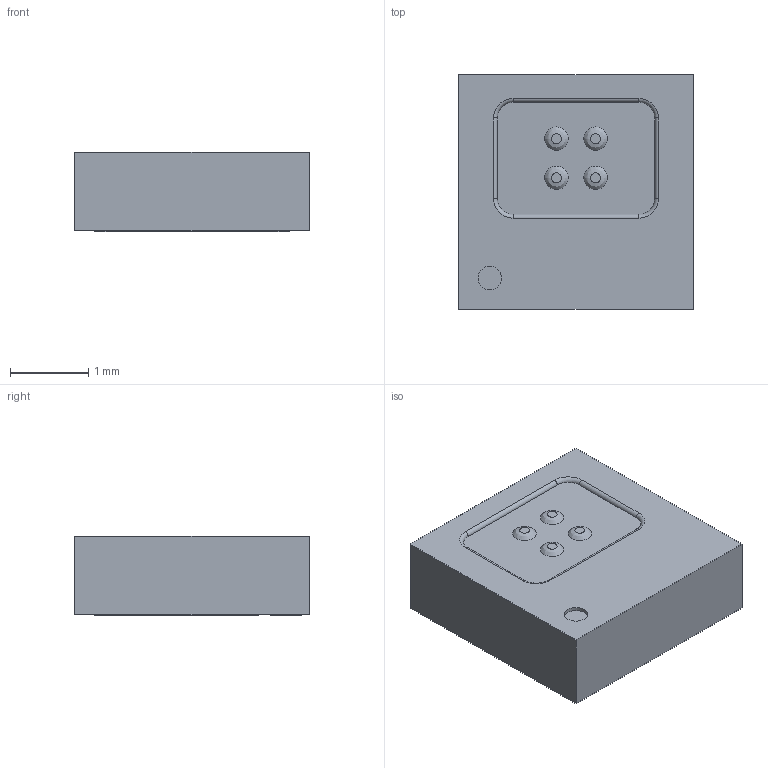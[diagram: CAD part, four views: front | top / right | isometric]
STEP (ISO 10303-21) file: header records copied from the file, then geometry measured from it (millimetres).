
FILE_DESCRIPTION(/* description */ (''),/* implementation_level */ '2;1');
FILE_NAME(/* name */ 'MLX90632 ir temp sensor.step',/* time_stamp */ '2018-10-14T15:22:14+01:00',/* author */ ('eric.n.tech'),/* organization */ (''),/* preprocessor_version */ 'ST-DEVELOPER v17.2',/* originating_system */ 'Autodesk Translation Framework v7.6.0.251',/* authorisation */ '');
FILE_SCHEMA (('AUTOMOTIVE_DESIGN { 1 0 10303 214 3 1 1 }'));
Length unit declared in the file: millimetre
Products named in the file (1): MLX90632 ir temp sensor
Bounding box: 3 x 3 x 1.01 mm (x, y, z)
Volume: 8.9 mm3; surface area: 42 mm2
Topology: 7 solids, 7 shells, 61 faces, 123 edges, 82 vertices
Faces by surface type: plane 48, cylinder 5, torus 4, bspline 4
Full cylindrical faces by diameter (mm): 0.3 x1
Entity records: 1740 total; most frequent: CARTESIAN_POINT 371, DIRECTION 269, ORIENTED_EDGE 246, EDGE_CURVE 123, LINE 93, VECTOR 93, AXIS2_PLACEMENT_3D 88, VERTEX_POINT 82
